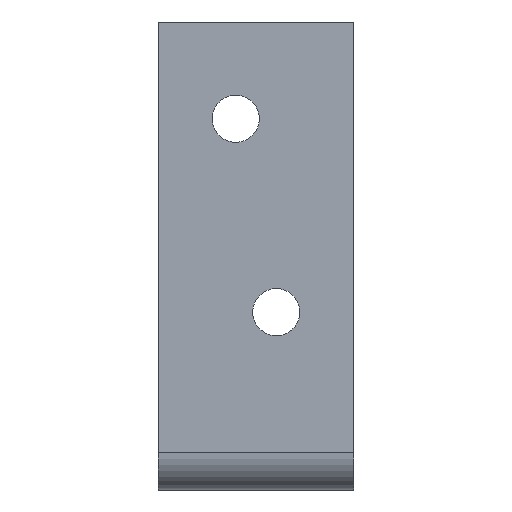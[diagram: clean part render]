
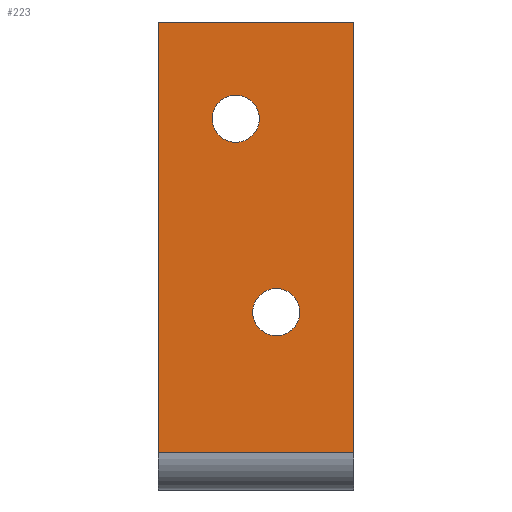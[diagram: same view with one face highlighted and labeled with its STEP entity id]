
A CAD part, left-side view. The second image highlights one B-rep face of the part: STEP entity #223.
In plain terms, the highlighted planar face has unit normal (-1, 0, 0).
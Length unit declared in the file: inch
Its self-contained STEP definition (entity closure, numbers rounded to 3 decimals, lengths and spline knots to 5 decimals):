
#3 = EDGE_LOOP ( 'NONE', ( #724, #416 ) ) ;
#9 = FACE_BOUND ( 'NONE', #3, .T. ) ;
#19 = LINE ( 'NONE', #176, #38 ) ;
#29 = DIRECTION ( 'NONE',  ( 0., 0., -1. ) ) ;
#35 = VERTEX_POINT ( 'NONE', #379 ) ;
#37 = ORIENTED_EDGE ( 'NONE', *, *, #867, .T. ) ;
#38 = VECTOR ( 'NONE', #421, 39.37008 ) ;
#50 = CIRCLE ( 'NONE', #483, 0.0755 ) ;
#59 = ORIENTED_EDGE ( 'NONE', *, *, #286, .F. ) ;
#66 = CIRCLE ( 'NONE', #559, 0.0755 ) ;
#82 = ORIENTED_EDGE ( 'NONE', *, *, #865, .T. ) ;
#94 = AXIS2_PLACEMENT_3D ( 'NONE', #465, #551, #592 ) ;
#103 = DIRECTION ( 'NONE',  ( 1., 0., 0. ) ) ;
#104 = EDGE_CURVE ( 'NONE', #35, #214, #244, .T. ) ;
#118 = CARTESIAN_POINT ( 'NONE',  ( 0., -0.065, 0.4945 ) ) ;
#165 = FACE_OUTER_BOUND ( 'NONE', #330, .T. ) ;
#176 = CARTESIAN_POINT ( 'NONE',  ( 0., 0.3125, 1.5 ) ) ;
#182 = FACE_BOUND ( 'NONE', #561, .T. ) ;
#214 = VERTEX_POINT ( 'NONE', #804 ) ;
#223 = ADVANCED_FACE ( 'NONE', ( #182, #9, #165 ), #654, .T. ) ;
#227 = ORIENTED_EDGE ( 'NONE', *, *, #405, .F. ) ;
#242 = DIRECTION ( 'NONE',  ( 0., -1., 0. ) ) ;
#244 = CIRCLE ( 'NONE', #849, 0.0755 ) ;
#251 = AXIS2_PLACEMENT_3D ( 'NONE', #663, #759, #644 ) ;
#254 = VERTEX_POINT ( 'NONE', #814 ) ;
#262 = VERTEX_POINT ( 'NONE', #830 ) ;
#272 = VECTOR ( 'NONE', #438, 39.37008 ) ;
#286 = EDGE_CURVE ( 'NONE', #395, #262, #19, .T. ) ;
#325 = LINE ( 'NONE', #725, #272 ) ;
#330 = EDGE_LOOP ( 'NONE', ( #227, #59, #37, #733 ) ) ;
#336 = CARTESIAN_POINT ( 'NONE',  ( 0., 0.3125, 0.12 ) ) ;
#363 = VECTOR ( 'NONE', #242, 39.37008 ) ;
#379 = CARTESIAN_POINT ( 'NONE',  ( 0., 0.065, 1.2655 ) ) ;
#395 = VERTEX_POINT ( 'NONE', #817 ) ;
#405 = EDGE_CURVE ( 'NONE', #262, #620, #325, .T. ) ;
#416 = ORIENTED_EDGE ( 'NONE', *, *, #104, .T. ) ;
#421 = DIRECTION ( 'NONE',  ( 0., -1., 0. ) ) ;
#438 = DIRECTION ( 'NONE',  ( 0., 0., -1. ) ) ;
#459 = VERTEX_POINT ( 'NONE', #118 ) ;
#465 = CARTESIAN_POINT ( 'NONE',  ( 0., -0.065, 0.57 ) ) ;
#483 = AXIS2_PLACEMENT_3D ( 'NONE', #754, #103, #747 ) ;
#487 = ORIENTED_EDGE ( 'NONE', *, *, #570, .T. ) ;
#501 = EDGE_CURVE ( 'NONE', #596, #620, #708, .T. ) ;
#518 = DIRECTION ( 'NONE',  ( 0., 0., 1. ) ) ;
#530 = LINE ( 'NONE', #555, #700 ) ;
#544 = EDGE_CURVE ( 'NONE', #214, #35, #66, .T. ) ;
#551 = DIRECTION ( 'NONE',  ( 1., 0., 0. ) ) ;
#555 = CARTESIAN_POINT ( 'NONE',  ( 0., 0.3125, 1.5 ) ) ;
#559 = AXIS2_PLACEMENT_3D ( 'NONE', #651, #655, #518 ) ;
#561 = EDGE_LOOP ( 'NONE', ( #82, #487 ) ) ;
#570 = EDGE_CURVE ( 'NONE', #254, #459, #50, .T. ) ;
#574 = CIRCLE ( 'NONE', #94, 0.0755 ) ;
#592 = DIRECTION ( 'NONE',  ( 0., 0., 1. ) ) ;
#596 = VERTEX_POINT ( 'NONE', #791 ) ;
#620 = VERTEX_POINT ( 'NONE', #763 ) ;
#644 = DIRECTION ( 'NONE',  ( 0., 0., 1. ) ) ;
#651 = CARTESIAN_POINT ( 'NONE',  ( 0., 0.065, 1.19 ) ) ;
#654 = PLANE ( 'NONE',  #251 ) ;
#655 = DIRECTION ( 'NONE',  ( 1., 0., 0. ) ) ;
#663 = CARTESIAN_POINT ( 'NONE',  ( 0., 0.3125, 1.5 ) ) ;
#700 = VECTOR ( 'NONE', #29, 39.37008 ) ;
#708 = LINE ( 'NONE', #336, #363 ) ;
#713 = DIRECTION ( 'NONE',  ( 1., 0., 0. ) ) ;
#715 = DIRECTION ( 'NONE',  ( 0., 0., 1. ) ) ;
#720 = CARTESIAN_POINT ( 'NONE',  ( 0., 0.065, 1.19 ) ) ;
#724 = ORIENTED_EDGE ( 'NONE', *, *, #544, .T. ) ;
#725 = CARTESIAN_POINT ( 'NONE',  ( 0., -0.3125, 1.5 ) ) ;
#733 = ORIENTED_EDGE ( 'NONE', *, *, #501, .T. ) ;
#747 = DIRECTION ( 'NONE',  ( 0., 0., 1. ) ) ;
#754 = CARTESIAN_POINT ( 'NONE',  ( 0., -0.065, 0.57 ) ) ;
#759 = DIRECTION ( 'NONE',  ( -1., 0., 0. ) ) ;
#763 = CARTESIAN_POINT ( 'NONE',  ( 0., -0.3125, 0.12 ) ) ;
#791 = CARTESIAN_POINT ( 'NONE',  ( 0., 0.3125, 0.12 ) ) ;
#804 = CARTESIAN_POINT ( 'NONE',  ( 0., 0.065, 1.1145 ) ) ;
#814 = CARTESIAN_POINT ( 'NONE',  ( 0., -0.065, 0.6455 ) ) ;
#817 = CARTESIAN_POINT ( 'NONE',  ( 0., 0.3125, 1.5 ) ) ;
#830 = CARTESIAN_POINT ( 'NONE',  ( 0., -0.3125, 1.5 ) ) ;
#849 = AXIS2_PLACEMENT_3D ( 'NONE', #720, #713, #715 ) ;
#865 = EDGE_CURVE ( 'NONE', #459, #254, #574, .T. ) ;
#867 = EDGE_CURVE ( 'NONE', #395, #596, #530, .T. ) ;
